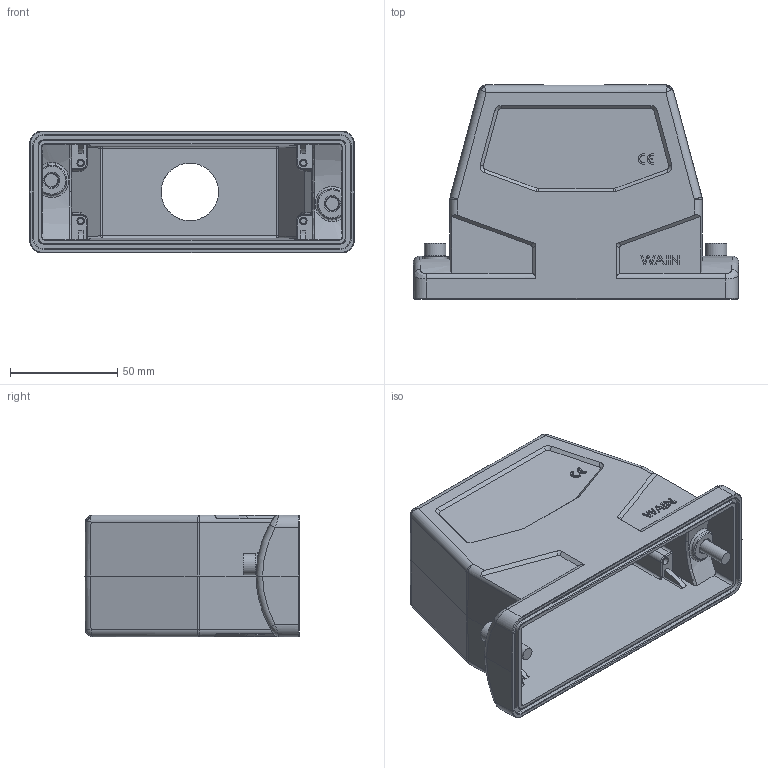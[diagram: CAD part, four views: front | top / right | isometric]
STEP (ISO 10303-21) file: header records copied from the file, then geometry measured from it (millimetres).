
FILE_DESCRIPTION(/* description */ (''),/* implementation_level */ '2;1');
FILE_NAME(/* name */ '3D_1140244205011_HC24B-TEH-2S-PG21_V1.1.stp',/* time_stamp */ '2024-01-30T08:57:49+08:00',/* author */ (''),/* organization */ (''),/* preprocessor_version */ 'ST-DEVELOPER v18.1',/* originating_system */ 'SIEMENS PLM Software NX 1980',/* authorisation */ '');
FILE_SCHEMA (('AUTOMOTIVE_DESIGN { 1 0 10303 214 3 1 1 1 }'));
Length unit declared in the file: millimetre
Products named in the file (1): B.HC24B-BEH-2S
Bounding box: 152 x 100 x 57 mm (x, y, z)
Volume: 197483.8 mm3; surface area: 80044.9 mm2
Topology: 2 solids, 2 shells, 489 faces, 1232 edges, 768 vertices
Faces by surface type: plane 216, cylinder 155, torus 48, cone 28, bspline 26, sphere 16
Full cylindrical faces by diameter (mm): 6 x4, 10 x2, 11 x1, 12 x1, 26.9 x1
Entity records: 16515 total; most frequent: CARTESIAN_POINT 5509, ORIENTED_EDGE 2412, DIRECTION 2040, EDGE_CURVE 1206, VERTEX_POINT 767, AXIS2_PLACEMENT_3D 727, LINE 586, VECTOR 586
